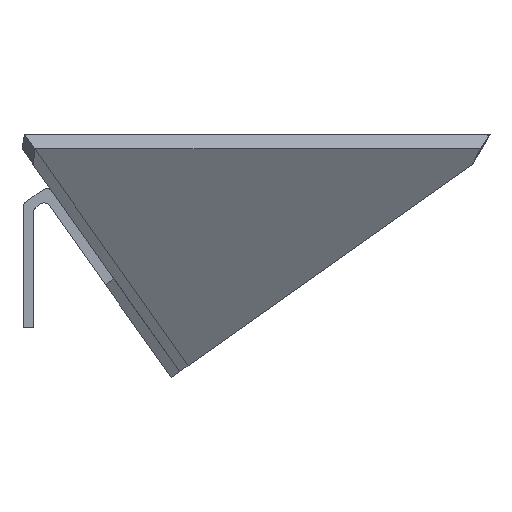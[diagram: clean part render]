
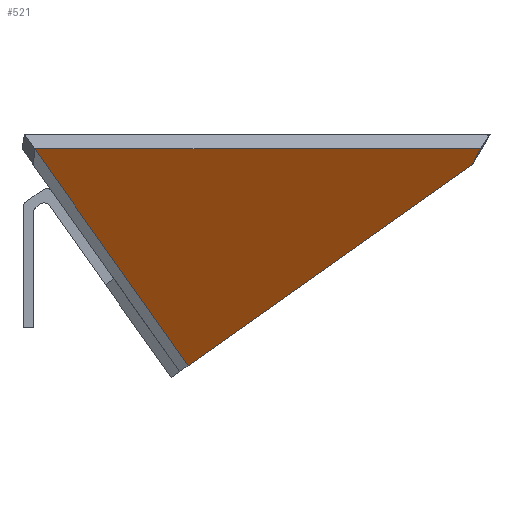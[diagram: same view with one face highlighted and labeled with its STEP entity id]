
A CAD part, left-side view. The second image highlights one B-rep face of the part: STEP entity #521.
In plain terms, the highlighted planar face has unit normal (-0.707, -0.408, -0.577).
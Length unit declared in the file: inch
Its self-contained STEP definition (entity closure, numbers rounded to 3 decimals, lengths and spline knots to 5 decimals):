
#25 = EDGE_CURVE ( 'NONE', #126, #205, #101, .T. ) ;
#76 = VECTOR ( 'NONE', #955, 39.37008 ) ;
#88 = CARTESIAN_POINT ( 'NONE',  ( -7.87867, -0.13721, 4.36095 ) ) ;
#101 = LINE ( 'NONE', #88, #76 ) ;
#117 = VECTOR ( 'NONE', #359, 39.37008 ) ;
#126 = VERTEX_POINT ( 'NONE', #570 ) ;
#182 = EDGE_LOOP ( 'NONE', ( #382, #630, #448, #243 ) ) ;
#192 = CARTESIAN_POINT ( 'NONE',  ( -1.20191, -3.99162, -1.09089 ) ) ;
#205 = VERTEX_POINT ( 'NONE', #437 ) ;
#209 = EDGE_CURVE ( 'NONE', #231, #126, #887, .T. ) ;
#231 = VERTEX_POINT ( 'NONE', #687 ) ;
#243 = ORIENTED_EDGE ( 'NONE', *, *, #25, .T. ) ;
#290 = VERTEX_POINT ( 'NONE', #463 ) ;
#351 = CARTESIAN_POINT ( 'NONE',  ( -1.20191, -3.99162, -1.09089 ) ) ;
#359 = DIRECTION ( 'NONE',  ( -0.5, 0.866, 0. ) ) ;
#382 = ORIENTED_EDGE ( 'NONE', *, *, #992, .T. ) ;
#391 = DIRECTION ( 'NONE',  ( -0.408, -0.431, 0.805 ) ) ;
#397 = CARTESIAN_POINT ( 'NONE',  ( -1.41947, -11.08501, 4.19051 ) ) ;
#403 = LINE ( 'NONE', #397, #480 ) ;
#429 = DIRECTION ( 'NONE',  ( -0.632, 0., 0.775 ) ) ;
#437 = CARTESIAN_POINT ( 'NONE',  ( -1.20191, -3.99162, -1.09089 ) ) ;
#448 = ORIENTED_EDGE ( 'NONE', *, *, #209, .T. ) ;
#463 = CARTESIAN_POINT ( 'NONE',  ( -1.20191, -10.85532, 3.76168 ) ) ;
#480 = VECTOR ( 'NONE', #391, 39.37008 ) ;
#521 = ADVANCED_FACE ( 'NONE', ( #669 ), #848, .T. ) ;
#547 = DIRECTION ( 'NONE',  ( 0., -0.817, 0.577 ) ) ;
#570 = CARTESIAN_POINT ( 'NONE',  ( -7.62867, -0.28153, 4.15682 ) ) ;
#630 = ORIENTED_EDGE ( 'NONE', *, *, #1124, .T. ) ;
#669 = FACE_OUTER_BOUND ( 'NONE', #182, .T. ) ;
#687 = CARTESIAN_POINT ( 'NONE',  ( -1.40195, -11.06652, 4.15599 ) ) ;
#738 = VECTOR ( 'NONE', #547, 39.37008 ) ;
#773 = DIRECTION ( 'NONE',  ( -0.707, -0.408, -0.577 ) ) ;
#786 = AXIS2_PLACEMENT_3D ( 'NONE', #351, #773, #429 ) ;
#807 = CARTESIAN_POINT ( 'NONE',  ( -7.75367, -0.06503, 4.15683 ) ) ;
#848 = PLANE ( 'NONE',  #786 ) ;
#887 = LINE ( 'NONE', #807, #117 ) ;
#955 = DIRECTION ( 'NONE',  ( 0.707, -0.408, -0.577 ) ) ;
#972 = LINE ( 'NONE', #192, #738 ) ;
#992 = EDGE_CURVE ( 'NONE', #205, #290, #972, .T. ) ;
#1124 = EDGE_CURVE ( 'NONE', #290, #231, #403, .T. ) ;
